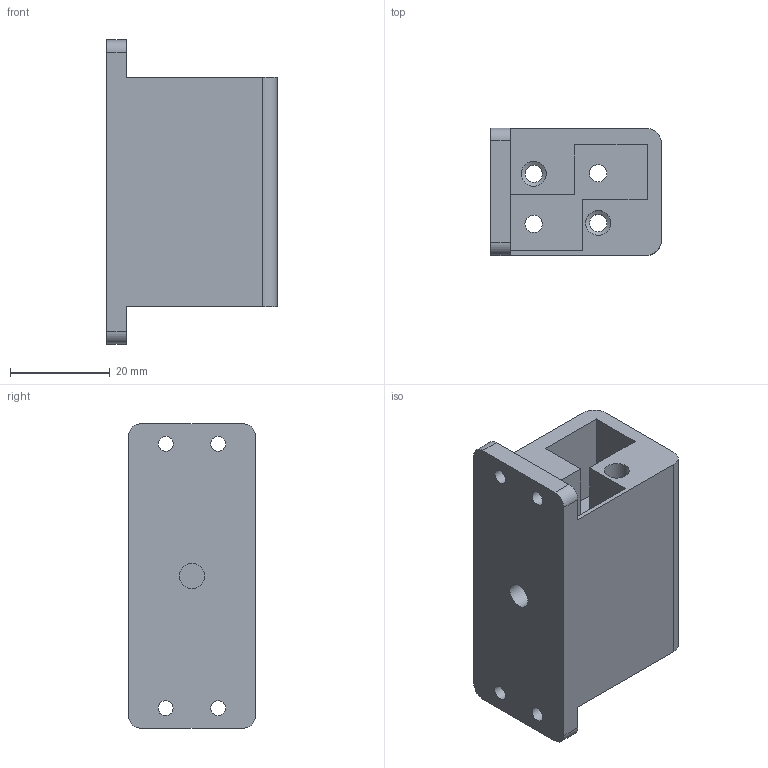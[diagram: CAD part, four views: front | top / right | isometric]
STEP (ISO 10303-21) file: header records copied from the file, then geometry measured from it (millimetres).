
FILE_DESCRIPTION(/* description */ (''),/* implementation_level */ '2;1');
FILE_NAME(/* name */ 'Y_Belt_Retainer.step',/* time_stamp */ '2018-05-01T18:11:51-04:00',/* author */ (''),/* organization */ (''),/* preprocessor_version */ 'ST-DEVELOPER v16.13',/* originating_system */ 'Autodesk Translation Framework v6.5.0.72',/* authorisation */ '');
FILE_SCHEMA (('AUTOMOTIVE_DESIGN { 1 0 10303 214 3 1 1 }'));
Length unit declared in the file: millimetre
Products named in the file (1): FusionComponent
Bounding box: 34.2 x 25.5 x 61 mm (x, y, z)
Volume: 28747.4 mm3; surface area: 12772.9 mm2
Topology: 1 solids, 1 shells, 51 faces, 143 edges, 96 vertices
Faces by surface type: plane 28, cylinder 19, cone 4
Full cylindrical faces by diameter (mm): 3 x4, 3.5 x4, 5 x5
Entity records: 1733 total; most frequent: DIRECTION 295, CARTESIAN_POINT 291, ORIENTED_EDGE 286, EDGE_CURVE 143, AXIS2_PLACEMENT_3D 100, VERTEX_POINT 96, LINE 95, VECTOR 95
